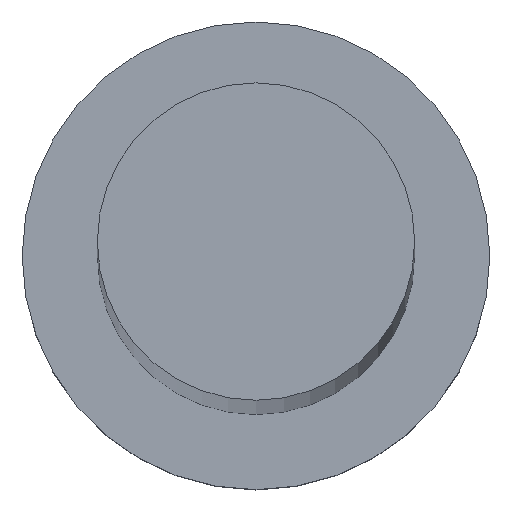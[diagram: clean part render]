
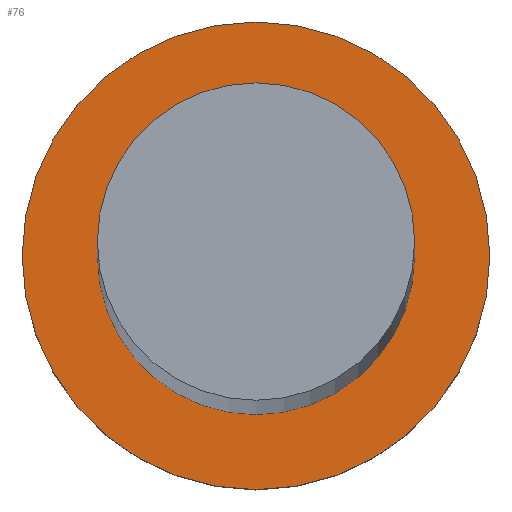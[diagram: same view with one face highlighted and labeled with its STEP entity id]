
A CAD part, top view. The second image highlights one B-rep face of the part: STEP entity #76.
In plain terms, the highlighted planar face has unit normal (0, 0, 1).
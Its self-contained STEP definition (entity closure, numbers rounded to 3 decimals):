
#2 = CIRCLE ( 'NONE', #12, 7. ) ;
#12 = AXIS2_PLACEMENT_3D ( 'NONE', #91, #186, #113 ) ;
#15 = ORIENTED_EDGE ( 'NONE', *, *, #148, .T. ) ;
#18 = EDGE_LOOP ( 'NONE', ( #220, #77 ) ) ;
#21 = PLANE ( 'NONE',  #206 ) ;
#27 = CARTESIAN_POINT ( 'NONE',  ( 7., 0., 5. ) ) ;
#40 = CIRCLE ( 'NONE', #190, 4.75 ) ;
#41 = CARTESIAN_POINT ( 'NONE',  ( 0., 0., 5. ) ) ;
#45 = DIRECTION ( 'NONE',  ( 0., 0., 1. ) ) ;
#48 = DIRECTION ( 'NONE',  ( 1., 0., 0. ) ) ;
#50 = CARTESIAN_POINT ( 'NONE',  ( 0., 0., 5. ) ) ;
#51 = CIRCLE ( 'NONE', #197, 7. ) ;
#57 = VERTEX_POINT ( 'NONE', #166 ) ;
#72 = DIRECTION ( 'NONE',  ( 1., 0., 0. ) ) ;
#76 = ADVANCED_FACE ( 'NONE', ( #202, #81 ), #21, .T. ) ;
#77 = ORIENTED_EDGE ( 'NONE', *, *, #192, .F. ) ;
#81 = FACE_OUTER_BOUND ( 'NONE', #157, .T. ) ;
#83 = AXIS2_PLACEMENT_3D ( 'NONE', #50, #133, #209 ) ;
#91 = CARTESIAN_POINT ( 'NONE',  ( 0., 0., 5. ) ) ;
#106 = DIRECTION ( 'NONE',  ( 0., 0., 1. ) ) ;
#113 = DIRECTION ( 'NONE',  ( 1., 0., 0. ) ) ;
#115 = CARTESIAN_POINT ( 'NONE',  ( 0., 0., 5. ) ) ;
#130 = EDGE_CURVE ( 'NONE', #181, #158, #40, .T. ) ;
#131 = VERTEX_POINT ( 'NONE', #27 ) ;
#133 = DIRECTION ( 'NONE',  ( 0., 0., 1. ) ) ;
#137 = EDGE_CURVE ( 'NONE', #57, #131, #2, .T. ) ;
#145 = DIRECTION ( 'NONE',  ( 1., 0., 0. ) ) ;
#148 = EDGE_CURVE ( 'NONE', #131, #57, #51, .T. ) ;
#157 = EDGE_LOOP ( 'NONE', ( #179, #15 ) ) ;
#158 = VERTEX_POINT ( 'NONE', #191 ) ;
#166 = CARTESIAN_POINT ( 'NONE',  ( -7., 0., 5. ) ) ;
#169 = CARTESIAN_POINT ( 'NONE',  ( 0., 0., 5. ) ) ;
#179 = ORIENTED_EDGE ( 'NONE', *, *, #137, .T. ) ;
#181 = VERTEX_POINT ( 'NONE', #230 ) ;
#186 = DIRECTION ( 'NONE',  ( 0., 0., 1. ) ) ;
#190 = AXIS2_PLACEMENT_3D ( 'NONE', #115, #45, #48 ) ;
#191 = CARTESIAN_POINT ( 'NONE',  ( 4.75, 0., 5. ) ) ;
#192 = EDGE_CURVE ( 'NONE', #158, #181, #221, .T. ) ;
#197 = AXIS2_PLACEMENT_3D ( 'NONE', #169, #247, #72 ) ;
#202 = FACE_BOUND ( 'NONE', #18, .T. ) ;
#206 = AXIS2_PLACEMENT_3D ( 'NONE', #41, #106, #145 ) ;
#209 = DIRECTION ( 'NONE',  ( 1., 0., 0. ) ) ;
#220 = ORIENTED_EDGE ( 'NONE', *, *, #130, .F. ) ;
#221 = CIRCLE ( 'NONE', #83, 4.75 ) ;
#230 = CARTESIAN_POINT ( 'NONE',  ( -4.75, 0., 5. ) ) ;
#247 = DIRECTION ( 'NONE',  ( 0., 0., 1. ) ) ;
